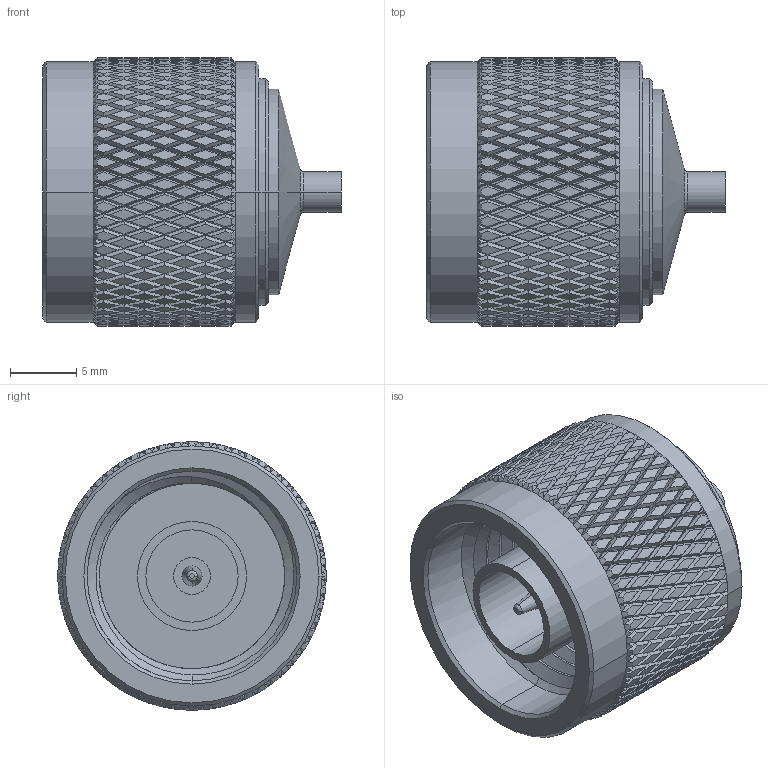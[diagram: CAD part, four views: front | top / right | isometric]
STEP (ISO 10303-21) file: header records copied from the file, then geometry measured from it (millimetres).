
FILE_DESCRIPTION (( 'STEP AP214' ), '1' );
FILE_NAME ('FMCN1461_3D.step', '2024-07-11T22:04:22', ( '' ), ( '' ), 'SwSTEP 2.0', 'SolidWorks 2022', '' );
FILE_SCHEMA (( 'AUTOMOTIVE_DESIGN' ));
Length unit declared in the file: inch
Products named in the file (1): FMCN1461_3D
Bounding box: 22.61 x 20.32 x 20.32 mm (x, y, z)
Volume: 3957.6 mm3; surface area: 3186.4 mm2
Topology: 1 solids, 1 shells, 2313 faces, 4916 edges, 2613 vertices
Faces by surface type: bspline 1795, cylinder 483, cone 21, plane 10, torus 4
Entity records: 89904 total; most frequent: CARTESIAN_POINT 60323, ORIENTED_EDGE 9832, EDGE_CURVE 4916, VERTEX_POINT 2613, EDGE_LOOP 2321, FACE_OUTER_BOUND 2313, ADVANCED_FACE 2313, B_SPLINE_CURVE_WITH_KNOTS 2025
